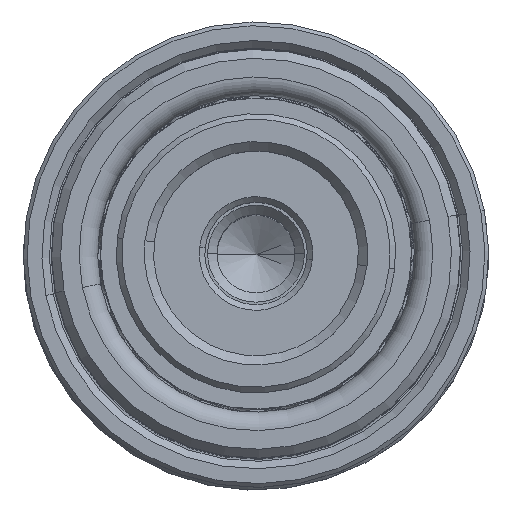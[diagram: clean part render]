
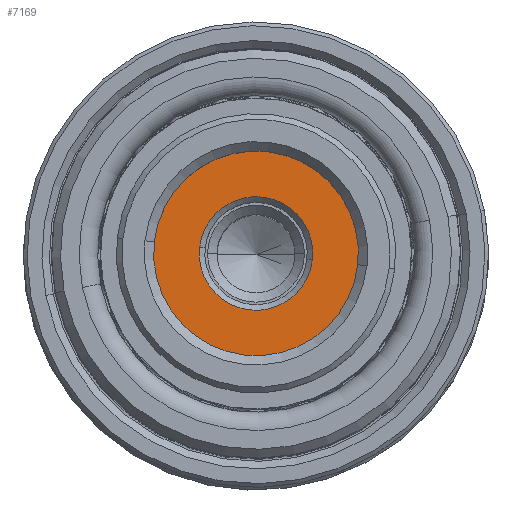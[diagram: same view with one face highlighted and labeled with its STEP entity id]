
A CAD part, top view. The second image highlights one B-rep face of the part: STEP entity #7169.
In plain terms, the highlighted face is planar.
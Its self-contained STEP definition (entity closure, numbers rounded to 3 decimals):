
#374 = PLANE ( 'NONE',  #12985 ) ;
#594 = DIRECTION ( 'NONE',  ( 0., 0., 1. ) ) ;
#1133 = CIRCLE ( 'NONE', #33335, 3.05 ) ;
#1174 = DIRECTION ( 'NONE',  ( -1., 0., 0. ) ) ;
#2268 = CARTESIAN_POINT ( 'NONE',  ( -3.05, 0., 6.5 ) ) ;
#5057 = EDGE_LOOP ( 'NONE', ( #12504, #15908 ) ) ;
#7169 = ADVANCED_FACE ( 'NONE', ( #21488, #16198 ), #374, .F. ) ;
#7552 = DIRECTION ( 'NONE',  ( 0., 0., 1. ) ) ;
#8398 = CARTESIAN_POINT ( 'NONE',  ( 0., 0., 6.5 ) ) ;
#8602 = EDGE_LOOP ( 'NONE', ( #23432, #13245 ) ) ;
#8619 = VERTEX_POINT ( 'NONE', #2268 ) ;
#8849 = AXIS2_PLACEMENT_3D ( 'NONE', #32325, #16740, #1174 ) ;
#8862 = DIRECTION ( 'NONE',  ( 0., 0., 1. ) ) ;
#10087 = EDGE_CURVE ( 'NONE', #32263, #12612, #17766, .T. ) ;
#10863 = CARTESIAN_POINT ( 'NONE',  ( -5.5, 0., 6.5 ) ) ;
#11012 = DIRECTION ( 'NONE',  ( -1., 0., 0. ) ) ;
#11846 = CARTESIAN_POINT ( 'NONE',  ( 5.5, 0., 6.5 ) ) ;
#12404 = VERTEX_POINT ( 'NONE', #17920 ) ;
#12504 = ORIENTED_EDGE ( 'NONE', *, *, #33261, .T. ) ;
#12612 = VERTEX_POINT ( 'NONE', #10863 ) ;
#12985 = AXIS2_PLACEMENT_3D ( 'NONE', #13549, #594, #18793 ) ;
#13245 = ORIENTED_EDGE ( 'NONE', *, *, #28242, .T. ) ;
#13414 = EDGE_CURVE ( 'NONE', #8619, #12404, #16888, .T. ) ;
#13549 = CARTESIAN_POINT ( 'NONE',  ( 2.75, 0., 6.5 ) ) ;
#15230 = CIRCLE ( 'NONE', #33394, 5.5 ) ;
#15908 = ORIENTED_EDGE ( 'NONE', *, *, #10087, .T. ) ;
#16198 = FACE_OUTER_BOUND ( 'NONE', #5057, .T. ) ;
#16740 = DIRECTION ( 'NONE',  ( 0., 0., -1. ) ) ;
#16888 = CIRCLE ( 'NONE', #21745, 3.05 ) ;
#17766 = CIRCLE ( 'NONE', #8849, 5.5 ) ;
#17920 = CARTESIAN_POINT ( 'NONE',  ( 3.05, 0., 6.5 ) ) ;
#18793 = DIRECTION ( 'NONE',  ( 1., 0., 0. ) ) ;
#21488 = FACE_BOUND ( 'NONE', #8602, .T. ) ;
#21745 = AXIS2_PLACEMENT_3D ( 'NONE', #23119, #7552, #25739 ) ;
#23119 = CARTESIAN_POINT ( 'NONE',  ( 0., 0., 6.5 ) ) ;
#23432 = ORIENTED_EDGE ( 'NONE', *, *, #13414, .T. ) ;
#24435 = CARTESIAN_POINT ( 'NONE',  ( 0., 0., 6.5 ) ) ;
#25739 = DIRECTION ( 'NONE',  ( 1., 0., 0. ) ) ;
#26589 = DIRECTION ( 'NONE',  ( 0., 0., -1. ) ) ;
#27050 = DIRECTION ( 'NONE',  ( 1., 0., 0. ) ) ;
#28242 = EDGE_CURVE ( 'NONE', #12404, #8619, #1133, .T. ) ;
#32263 = VERTEX_POINT ( 'NONE', #11846 ) ;
#32325 = CARTESIAN_POINT ( 'NONE',  ( 0., 0., 6.5 ) ) ;
#33261 = EDGE_CURVE ( 'NONE', #12612, #32263, #15230, .T. ) ;
#33335 = AXIS2_PLACEMENT_3D ( 'NONE', #24435, #8862, #27050 ) ;
#33394 = AXIS2_PLACEMENT_3D ( 'NONE', #8398, #26589, #11012 ) ;
